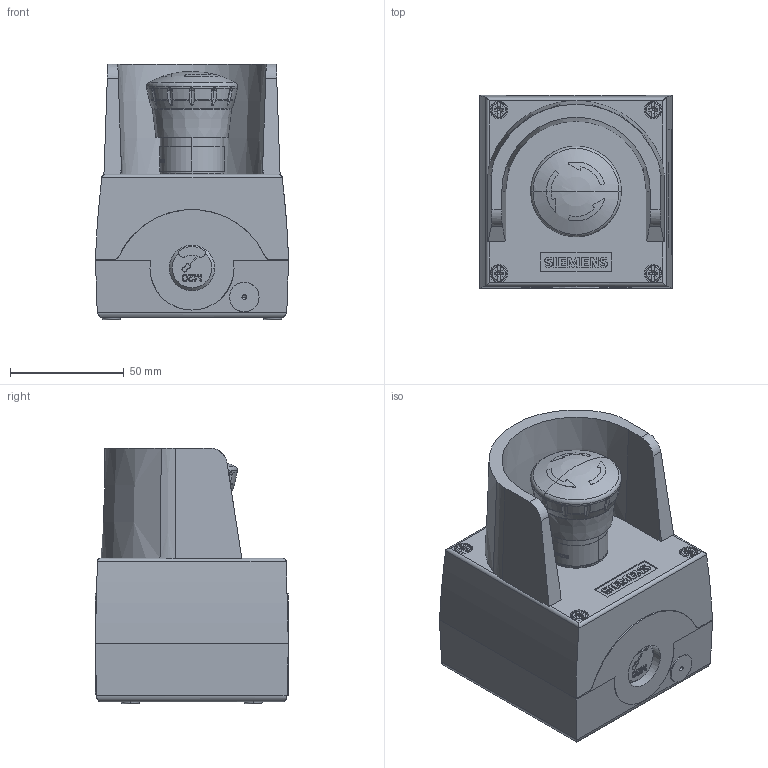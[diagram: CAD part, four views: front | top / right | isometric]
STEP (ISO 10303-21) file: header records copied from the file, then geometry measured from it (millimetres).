
FILE_DESCRIPTION(('STEP AP214'),'1');
FILE_NAME('cctmp_DF50137E-BAC5-4A2E-BA2F-AB0422C79137_2023_07_21_14_37_12_0719..stp','2023-07-21T12:37:14',('SIEMENS A&D'),('CADClick - www.CADClick.com'),'Spatial InterOp 3D postprocessed',' ','unknown authorization');
FILE_SCHEMA(('AUTOMOTIVE_DESIGN'));
Length unit declared in the file: millimetre
Products named in the file (3): cc_unnamed; 2023_07_21_14_37_12_0656; 2023_07_21_14_37_12_0652
Assembly tree (2 placements, depth 2):
  cc_unnamed
    2023_07_21_14_37_12_0656
    2023_07_21_14_37_12_0652
Bounding box: 85.04 x 85.2 x 112.5 mm (x, y, z)
Volume: 493989.8 mm3; surface area: 74013 mm2
Topology: 2 solids, 3 shells, 1592 faces, 4390 edges, 2894 vertices
Faces by surface type: plane 1134, cylinder 289, cone 55, extrusion 48, torus 34, sphere 32
Entity records: 62277 total; most frequent: CARTESIAN_POINT 13288, ORIENTED_EDGE 8772, DIRECTION 7992, EDGE_CURVE 4386, VECTOR 3112, LINE 3064, VERTEX_POINT 2894, STYLED_ITEM 2478
